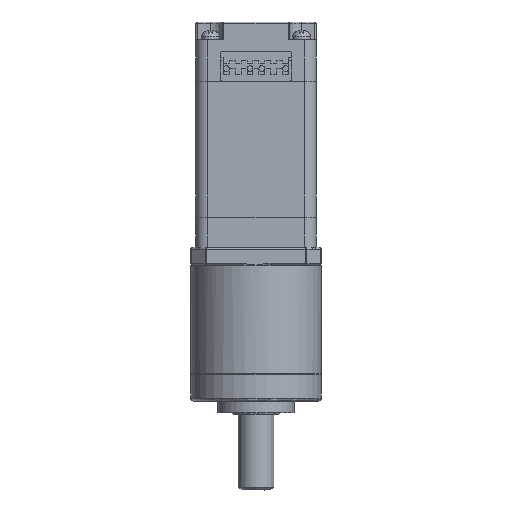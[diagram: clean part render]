
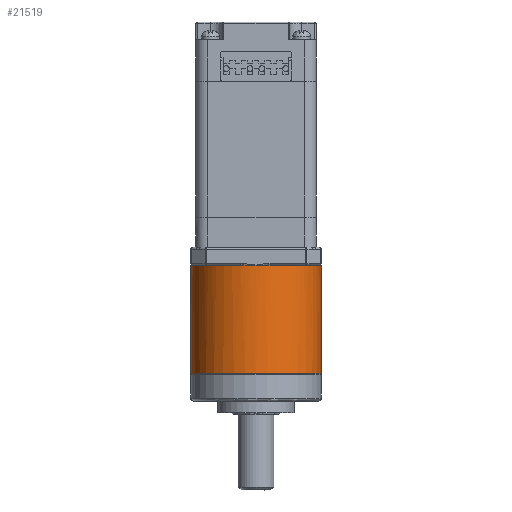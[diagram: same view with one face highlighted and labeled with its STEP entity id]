
A CAD part, front view. The second image highlights one B-rep face of the part: STEP entity #21519.
In plain terms, the highlighted cylindrical face has radius 11 mm (diameter 22 mm), a partial arc.
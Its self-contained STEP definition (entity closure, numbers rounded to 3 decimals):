
#256 = VERTEX_POINT ( 'NONE', #7067 ) ;
#436 = DIRECTION ( 'NONE',  ( 1., 0., 0. ) ) ;
#460 = DIRECTION ( 'NONE',  ( 0., 0., -1. ) ) ;
#488 = EDGE_LOOP ( 'NONE', ( #19859, #19511, #4092, #21784, #22591, #13236, #22027, #5468, #17691, #18876, #3041, #5012, #2900 ) ) ;
#494 = CARTESIAN_POINT ( 'NONE',  ( 0., 0., -3. ) ) ;
#570 = AXIS2_PLACEMENT_3D ( 'NONE', #494, #460, #436 ) ;
#638 = DIRECTION ( 'NONE',  ( 1., 0., 0. ) ) ;
#751 = CARTESIAN_POINT ( 'NONE',  ( -11., 0., -3. ) ) ;
#921 = EDGE_CURVE ( 'NONE', #23236, #12474, #3445, .T. ) ;
#998 = VERTEX_POINT ( 'NONE', #7938 ) ;
#1318 = AXIS2_PLACEMENT_3D ( 'NONE', #18020, #17980, #17954 ) ;
#2138 = B_SPLINE_CURVE_WITH_KNOTS ( 'NONE', 3,
 ( #13081, #13176, #13020, #12981 ),
 .UNSPECIFIED., .F., .F.,
 ( 4, 4 ),
 ( 0., 1. ),
 .UNSPECIFIED. ) ;
#2203 = DIRECTION ( 'NONE',  ( 1., 0., 0. ) ) ;
#2211 = DIRECTION ( 'NONE',  ( 0., 0., -1. ) ) ;
#2298 = CARTESIAN_POINT ( 'NONE',  ( 0., 0., -3. ) ) ;
#2621 = EDGE_CURVE ( 'NONE', #998, #3208, #6700, .T. ) ;
#2900 = ORIENTED_EDGE ( 'NONE', *, *, #21385, .T. ) ;
#2937 = CARTESIAN_POINT ( 'NONE',  ( 0.858, -11., -3. ) ) ;
#2940 = CIRCLE ( 'NONE', #570, 11. ) ;
#3041 = ORIENTED_EDGE ( 'NONE', *, *, #2621, .T. ) ;
#3121 = B_SPLINE_CURVE_WITH_KNOTS ( 'NONE', 3,
 ( #23749, #23719, #12260, #751 ),
 .UNSPECIFIED., .F., .F.,
 ( 4, 4 ),
 ( 0., 1. ),
 .UNSPECIFIED. ) ;
#3208 = VERTEX_POINT ( 'NONE', #20606 ) ;
#3445 = B_SPLINE_CURVE_WITH_KNOTS ( 'NONE', 3,
 ( #10695, #7722, #2937, #24001 ),
 .UNSPECIFIED., .F., .F.,
 ( 4, 4 ),
 ( 0., 1. ),
 .UNSPECIFIED. ) ;
#3689 = CARTESIAN_POINT ( 'NONE',  ( 11., 0., -21.35 ) ) ;
#3721 = DIRECTION ( 'NONE',  ( 0., 0., 1. ) ) ;
#4079 = CARTESIAN_POINT ( 'NONE',  ( -11., 0., -3. ) ) ;
#4092 = ORIENTED_EDGE ( 'NONE', *, *, #20667, .T. ) ;
#4247 = DIRECTION ( 'NONE',  ( 1., 0., 0. ) ) ;
#4275 = DIRECTION ( 'NONE',  ( 0., 0., -1. ) ) ;
#4276 = CARTESIAN_POINT ( 'NONE',  ( 0., -11., -3. ) ) ;
#4282 = CARTESIAN_POINT ( 'NONE',  ( 0., 0., -3. ) ) ;
#4479 = VECTOR ( 'NONE', #7651, 1000. ) ;
#4616 = EDGE_CURVE ( 'NONE', #14023, #998, #13579, .T. ) ;
#5012 = ORIENTED_EDGE ( 'NONE', *, *, #7080, .T. ) ;
#5101 = DIRECTION ( 'NONE',  ( 1., 0., 0. ) ) ;
#5148 = DIRECTION ( 'NONE',  ( 1., 0., 0. ) ) ;
#5186 = DIRECTION ( 'NONE',  ( 0., 0., -1. ) ) ;
#5207 = CARTESIAN_POINT ( 'NONE',  ( 0., 0., -3. ) ) ;
#5282 = AXIS2_PLACEMENT_3D ( 'NONE', #4282, #4275, #4247 ) ;
#5468 = ORIENTED_EDGE ( 'NONE', *, *, #921, .T. ) ;
#6078 = AXIS2_PLACEMENT_3D ( 'NONE', #5207, #5186, #5148 ) ;
#6700 = CIRCLE ( 'NONE', #5282, 11. ) ;
#6805 = EDGE_CURVE ( 'NONE', #256, #21668, #2138, .T. ) ;
#7067 = CARTESIAN_POINT ( 'NONE',  ( 11., 0., -3. ) ) ;
#7080 = EDGE_CURVE ( 'NONE', #3208, #10418, #18223, .T. ) ;
#7651 = DIRECTION ( 'NONE',  ( 0., 0., 1. ) ) ;
#7722 = CARTESIAN_POINT ( 'NONE',  ( 1.717, -10.899, -3. ) ) ;
#7729 = B_SPLINE_CURVE_WITH_KNOTS ( 'NONE', 3,
 ( #4276, #15853, #23483, #12003 ),
 .UNSPECIFIED., .F., .F.,
 ( 4, 4 ),
 ( 0., 1. ),
 .UNSPECIFIED. ) ;
#7938 = CARTESIAN_POINT ( 'NONE',  ( -6.726, -8.704, -3. ) ) ;
#7953 = VERTEX_POINT ( 'NONE', #4079 ) ;
#8168 = FACE_OUTER_BOUND ( 'NONE', #488, .T. ) ;
#8369 = EDGE_CURVE ( 'NONE', #18408, #17885, #10844, .T. ) ;
#8687 = VECTOR ( 'NONE', #3721, 1000. ) ;
#9105 = EDGE_CURVE ( 'NONE', #22884, #23236, #20655, .T. ) ;
#9192 = EDGE_CURVE ( 'NONE', #21668, #16404, #2940, .T. ) ;
#9494 = DIRECTION ( 'NONE',  ( 1., 0., 0. ) ) ;
#9549 = DIRECTION ( 'NONE',  ( 0., 0., -1. ) ) ;
#9600 = LINE ( 'NONE', #21060, #4479 ) ;
#9666 = CARTESIAN_POINT ( 'NONE',  ( 0., 0., -3. ) ) ;
#10418 = VERTEX_POINT ( 'NONE', #15774 ) ;
#10695 = CARTESIAN_POINT ( 'NONE',  ( 2.551, -10.7, -3. ) ) ;
#10844 = CIRCLE ( 'NONE', #1318, 11. ) ;
#11095 = AXIS2_PLACEMENT_3D ( 'NONE', #12676, #20382, #5101 ) ;
#12003 = CARTESIAN_POINT ( 'NONE',  ( -2.551, -10.7, -3. ) ) ;
#12067 = EDGE_CURVE ( 'NONE', #12474, #14023, #7729, .T. ) ;
#12139 = DIRECTION ( 'NONE',  ( 0., 0., -1. ) ) ;
#12260 = CARTESIAN_POINT ( 'NONE',  ( -11., -0.858, -3. ) ) ;
#12474 = VERTEX_POINT ( 'NONE', #17517 ) ;
#12676 = CARTESIAN_POINT ( 'NONE',  ( 0., 0., -25.95 ) ) ;
#12981 = CARTESIAN_POINT ( 'NONE',  ( 10.7, -2.551, -3. ) ) ;
#13020 = CARTESIAN_POINT ( 'NONE',  ( 10.899, -1.717, -3. ) ) ;
#13081 = CARTESIAN_POINT ( 'NONE',  ( 11., 0., -3. ) ) ;
#13176 = CARTESIAN_POINT ( 'NONE',  ( 11., -0.858, -3. ) ) ;
#13236 = ORIENTED_EDGE ( 'NONE', *, *, #17017, .T. ) ;
#13579 = CIRCLE ( 'NONE', #14150, 11. ) ;
#14023 = VERTEX_POINT ( 'NONE', #17511 ) ;
#14150 = AXIS2_PLACEMENT_3D ( 'NONE', #9666, #9549, #9494 ) ;
#14806 = CIRCLE ( 'NONE', #24408, 11. ) ;
#15142 = CARTESIAN_POINT ( 'NONE',  ( 10.7, -2.551, -3. ) ) ;
#15726 = CARTESIAN_POINT ( 'NONE',  ( 2.551, -10.7, -3. ) ) ;
#15774 = CARTESIAN_POINT ( 'NONE',  ( -10.7, -2.551, -3. ) ) ;
#15853 = CARTESIAN_POINT ( 'NONE',  ( -0.858, -11., -3. ) ) ;
#16021 = CYLINDRICAL_SURFACE ( 'NONE', #11095, 11. ) ;
#16404 = VERTEX_POINT ( 'NONE', #17753 ) ;
#16798 = CARTESIAN_POINT ( 'NONE',  ( -11., 0., -21.35 ) ) ;
#17017 = EDGE_CURVE ( 'NONE', #16404, #22884, #14806, .T. ) ;
#17309 = EDGE_CURVE ( 'NONE', #18408, #7953, #23402, .T. ) ;
#17511 = CARTESIAN_POINT ( 'NONE',  ( -2.551, -10.7, -3. ) ) ;
#17517 = CARTESIAN_POINT ( 'NONE',  ( 0., -11., -3. ) ) ;
#17691 = ORIENTED_EDGE ( 'NONE', *, *, #12067, .T. ) ;
#17753 = CARTESIAN_POINT ( 'NONE',  ( 8.705, -6.725, -3. ) ) ;
#17815 = AXIS2_PLACEMENT_3D ( 'NONE', #2298, #2211, #2203 ) ;
#17885 = VERTEX_POINT ( 'NONE', #3689 ) ;
#17954 = DIRECTION ( 'NONE',  ( 1., 0., 0. ) ) ;
#17980 = DIRECTION ( 'NONE',  ( 0., 0., 1. ) ) ;
#18020 = CARTESIAN_POINT ( 'NONE',  ( 0., 0., -21.35 ) ) ;
#18223 = CIRCLE ( 'NONE', #6078, 11. ) ;
#18408 = VERTEX_POINT ( 'NONE', #16798 ) ;
#18876 = ORIENTED_EDGE ( 'NONE', *, *, #4616, .T. ) ;
#19511 = ORIENTED_EDGE ( 'NONE', *, *, #8369, .T. ) ;
#19859 = ORIENTED_EDGE ( 'NONE', *, *, #17309, .F. ) ;
#20382 = DIRECTION ( 'NONE',  ( 0., 0., 1. ) ) ;
#20606 = CARTESIAN_POINT ( 'NONE',  ( -8.705, -6.725, -3. ) ) ;
#20655 = CIRCLE ( 'NONE', #17815, 11. ) ;
#20667 = EDGE_CURVE ( 'NONE', #17885, #256, #9600, .T. ) ;
#21060 = CARTESIAN_POINT ( 'NONE',  ( 11., 0., -25.95 ) ) ;
#21385 = EDGE_CURVE ( 'NONE', #10418, #7953, #3121, .T. ) ;
#21519 = ADVANCED_FACE ( 'NONE', ( #8168 ), #16021, .T. ) ;
#21668 = VERTEX_POINT ( 'NONE', #15142 ) ;
#21784 = ORIENTED_EDGE ( 'NONE', *, *, #6805, .T. ) ;
#22027 = ORIENTED_EDGE ( 'NONE', *, *, #9105, .T. ) ;
#22114 = CARTESIAN_POINT ( 'NONE',  ( 6.726, -8.704, -3. ) ) ;
#22591 = ORIENTED_EDGE ( 'NONE', *, *, #9192, .T. ) ;
#22884 = VERTEX_POINT ( 'NONE', #22114 ) ;
#23236 = VERTEX_POINT ( 'NONE', #15726 ) ;
#23402 = LINE ( 'NONE', #24776, #8687 ) ;
#23483 = CARTESIAN_POINT ( 'NONE',  ( -1.717, -10.899, -3. ) ) ;
#23625 = CARTESIAN_POINT ( 'NONE',  ( 0., 0., -3. ) ) ;
#23719 = CARTESIAN_POINT ( 'NONE',  ( -10.899, -1.717, -3. ) ) ;
#23749 = CARTESIAN_POINT ( 'NONE',  ( -10.7, -2.551, -3. ) ) ;
#24001 = CARTESIAN_POINT ( 'NONE',  ( 0., -11., -3. ) ) ;
#24408 = AXIS2_PLACEMENT_3D ( 'NONE', #23625, #12139, #638 ) ;
#24776 = CARTESIAN_POINT ( 'NONE',  ( -11., 0., -25.95 ) ) ;
